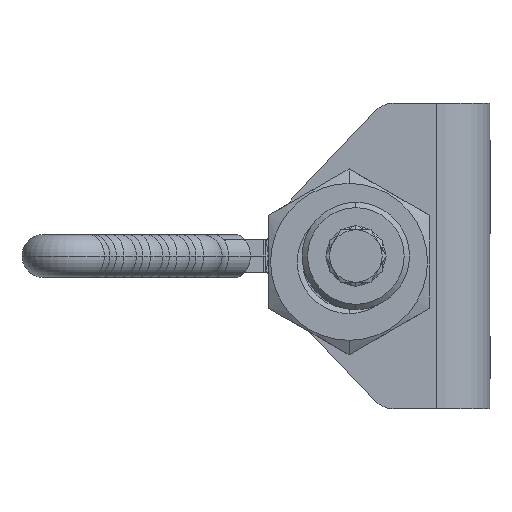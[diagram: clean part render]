
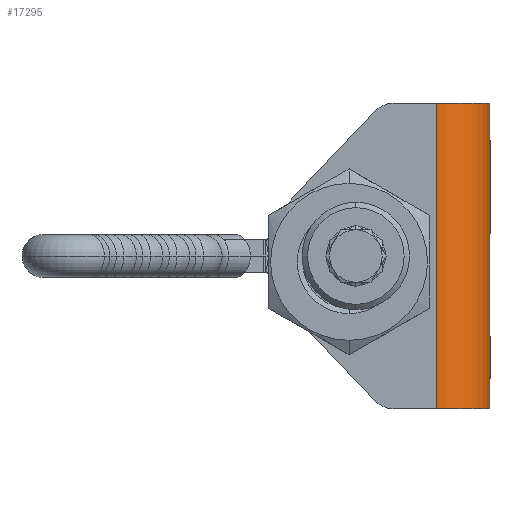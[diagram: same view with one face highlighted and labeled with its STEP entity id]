
A CAD part, left-side view. The second image highlights one B-rep face of the part: STEP entity #17295.
In plain terms, the highlighted cylindrical face has radius 10 mm (diameter 20 mm), a partial arc.
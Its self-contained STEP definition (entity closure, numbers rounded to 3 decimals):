
#246 = EDGE_CURVE ( 'NONE', #17810, #17816, #4196, .T. ) ;
#251 = EDGE_CURVE ( 'NONE', #17816, #17818, #4203, .T. ) ;
#252 = EDGE_CURVE ( 'NONE', #17801, #17818, #4206, .T. ) ;
#253 = EDGE_CURVE ( 'NONE', #17810, #17801, #4205, .T. ) ;
#639 = CARTESIAN_POINT ( 'NONE',  ( 0., 10., 28.5 ) ) ;
#641 = DIRECTION ( 'NONE',  ( 0., 0., -1. ) ) ;
#647 = CARTESIAN_POINT ( 'NONE',  ( 10., 0., 28.5 ) ) ;
#648 = DIRECTION ( 'NONE',  ( 0., 0., -1. ) ) ;
#653 = CARTESIAN_POINT ( 'NONE',  ( 10., 10., -28.5 ) ) ;
#654 = DIRECTION ( 'NONE',  ( 0., 0., 1. ) ) ;
#655 = DIRECTION ( 'NONE',  ( 1., 0., 0. ) ) ;
#659 = CARTESIAN_POINT ( 'NONE',  ( 10., 10., 28.5 ) ) ;
#660 = DIRECTION ( 'NONE',  ( 0., 0., 1. ) ) ;
#661 = DIRECTION ( 'NONE',  ( 1., 0., 0. ) ) ;
#4196 = LINE ( 'NONE', #639, #4199 ) ;
#4199 = VECTOR ( 'NONE', #641, 1000. ) ;
#4203 = CIRCLE ( 'NONE', #6224, 10. ) ;
#4205 = CIRCLE ( 'NONE', #6225, 10. ) ;
#4206 = LINE ( 'NONE', #647, #4208 ) ;
#4208 = VECTOR ( 'NONE', #648, 1000. ) ;
#6224 = AXIS2_PLACEMENT_3D ( 'NONE', #653, #654, #655 ) ;
#6225 = AXIS2_PLACEMENT_3D ( 'NONE', #659, #660, #661 ) ;
#7195 = AXIS2_PLACEMENT_3D ( 'NONE', #8608, #8607, #8604 ) ;
#8604 = DIRECTION ( 'NONE',  ( -1., 0., 0. ) ) ;
#8607 = DIRECTION ( 'NONE',  ( 0., 0., -1. ) ) ;
#8608 = CARTESIAN_POINT ( 'NONE',  ( 10., 10., 28.5 ) ) ;
#17295 = ADVANCED_FACE ( 'NONE', ( #27635 ), #27651, .T. ) ;
#17801 = VERTEX_POINT ( 'NONE', #20028 ) ;
#17810 = VERTEX_POINT ( 'NONE', #20037 ) ;
#17816 = VERTEX_POINT ( 'NONE', #20043 ) ;
#17818 = VERTEX_POINT ( 'NONE', #20045 ) ;
#18379 = ORIENTED_EDGE ( 'NONE', *, *, #251, .T. ) ;
#18380 = ORIENTED_EDGE ( 'NONE', *, *, #252, .F. ) ;
#18381 = ORIENTED_EDGE ( 'NONE', *, *, #253, .F. ) ;
#18382 = ORIENTED_EDGE ( 'NONE', *, *, #246, .T. ) ;
#18782 = EDGE_LOOP ( 'NONE', ( #18379, #18380, #18381, #18382 ) ) ;
#20028 = CARTESIAN_POINT ( 'NONE',  ( 10., 0., 28.5 ) ) ;
#20037 = CARTESIAN_POINT ( 'NONE',  ( 0., 10., 28.5 ) ) ;
#20043 = CARTESIAN_POINT ( 'NONE',  ( 0., 10., -28.5 ) ) ;
#20045 = CARTESIAN_POINT ( 'NONE',  ( 10., 0., -28.5 ) ) ;
#27635 = FACE_OUTER_BOUND ( 'NONE', #18782, .T. ) ;
#27651 = CYLINDRICAL_SURFACE ( 'NONE', #7195, 10. ) ;
